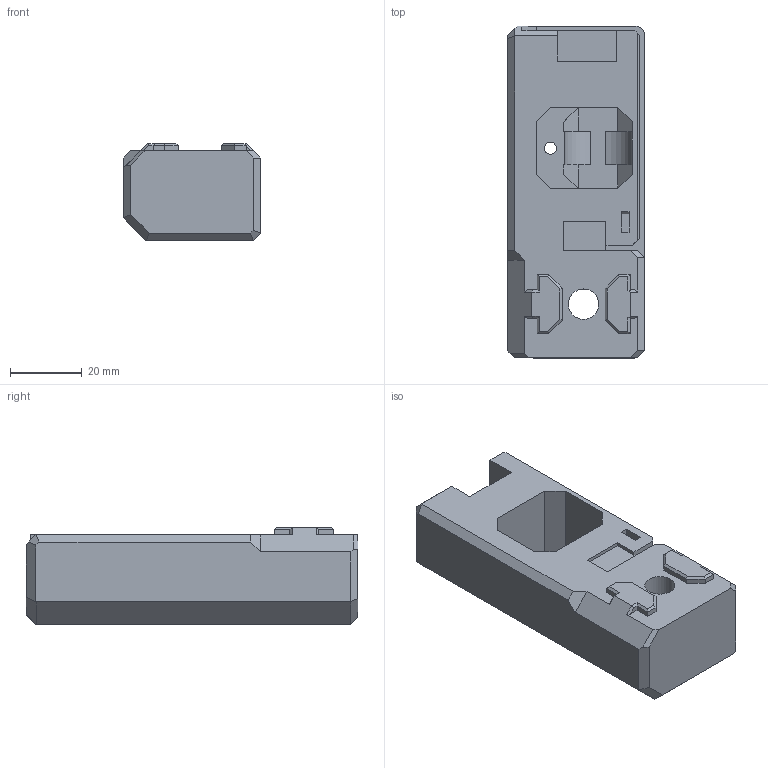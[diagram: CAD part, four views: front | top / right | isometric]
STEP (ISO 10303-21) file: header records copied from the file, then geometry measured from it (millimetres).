
FILE_DESCRIPTION(/* description */ (''),/* implementation_level */ '2;1');
FILE_NAME(/* name */ 'corexy-front-left_R3.stp',/* time_stamp */ '2023-12-19T11:03:34+01:00',/* author */ ('Dominik Tebich'),/* organization */ (''),/* preprocessor_version */ 'ST-DEVELOPER v19.2',/* originating_system */ 'Autodesk Inventor 2023',/* authorisation */ '');
FILE_SCHEMA (('AUTOMOTIVE_DESIGN { 1 0 10303 214 3 1 1 }'));
Length unit declared in the file: millimetre
Products named in the file (1): corexy-front-left_R3
Bounding box: 38.25 x 92.75 x 27 mm (x, y, z)
Volume: 66222.4 mm3; surface area: 16995.8 mm2
Topology: 1 solids, 1 shells, 218 faces, 584 edges, 375 vertices
Faces by surface type: plane 178, bspline 21, cylinder 12, cone 7
Full cylindrical faces by diameter (mm): 3 x2, 3.4 x1, 3.5 x2, 5.8 x1, 8.5 x1
Entity records: 7086 total; most frequent: CARTESIAN_POINT 1559, ORIENTED_EDGE 1168, DIRECTION 966, EDGE_CURVE 584, LINE 490, VECTOR 490, VERTEX_POINT 375, AXIS2_PLACEMENT_3D 238
